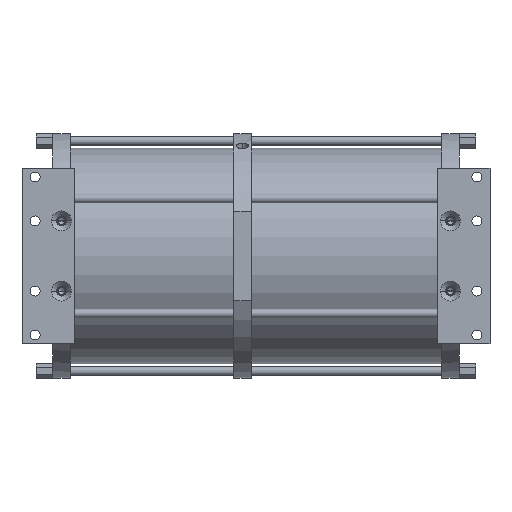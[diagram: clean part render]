
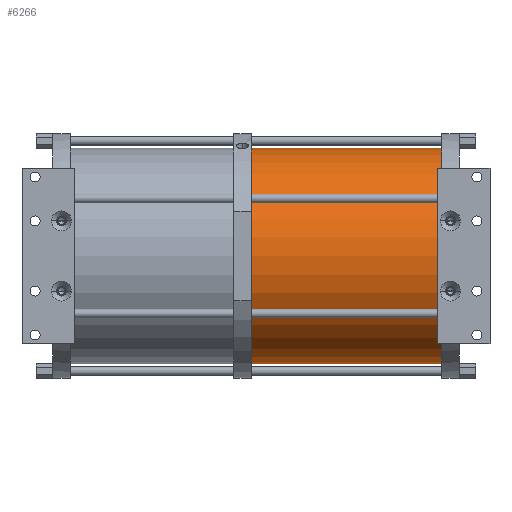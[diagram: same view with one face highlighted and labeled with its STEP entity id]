
A CAD part, front view. The second image highlights one B-rep face of the part: STEP entity #6266.
In plain terms, the highlighted cylindrical face has radius 77.889 mm (diameter 155.778 mm), a partial arc.
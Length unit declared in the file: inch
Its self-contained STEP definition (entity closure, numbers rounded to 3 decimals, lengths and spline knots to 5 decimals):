
#463=CARTESIAN_POINT('',(5.293,3.5,0.));
#464=DIRECTION('',(-1.,0.,0.));
#465=DIRECTION('',(0.,0.,-1.));
#466=AXIS2_PLACEMENT_3D('',#463,#464,#465);
#1137=CARTESIAN_POINT('',(-0.133,3.5,0.));
#1138=DIRECTION('',(-1.,0.,0.));
#1139=DIRECTION('',(0.,0.,-1.));
#1140=AXIS2_PLACEMENT_3D('',#1137,#1138,#1139);
#2143=DIRECTION('',(-1.,0.,0.));
#2144=VECTOR('',#2143,5.426);
#2145=CARTESIAN_POINT('',(5.293,3.5,3.0665));
#2146=LINE('',#2145,#2144);
#2151=DIRECTION('',(-1.,0.,0.));
#2152=VECTOR('',#2151,5.426);
#2153=CARTESIAN_POINT('',(5.293,3.5,-3.0665));
#2154=LINE('',#2153,#2152);
#2963=CARTESIAN_POINT('',(5.293,3.5,3.0665));
#2964=CARTESIAN_POINT('',(-0.133,3.5,3.0665));
#2965=VERTEX_POINT('',#2963);
#2966=VERTEX_POINT('',#2964);
#2971=CARTESIAN_POINT('',(5.293,3.5,-3.0665));
#2972=CARTESIAN_POINT('',(-0.133,3.5,-3.0665));
#2973=VERTEX_POINT('',#2971);
#2974=VERTEX_POINT('',#2972);
#6255=CARTESIAN_POINT('',(5.293,3.5,0.));
#6256=DIRECTION('',(-1.,0.,0.));
#6257=DIRECTION('',(0.,0.,1.));
#6258=AXIS2_PLACEMENT_3D('',#6255,#6256,#6257);
#6259=CYLINDRICAL_SURFACE('',#6258,3.0665);
#6260=ORIENTED_EDGE('',*,*,#6232,.F.);
#6261=ORIENTED_EDGE('',*,*,#3763,.F.);
#6262=ORIENTED_EDGE('',*,*,#6235,.T.);
#6263=ORIENTED_EDGE('',*,*,#4796,.T.);
#6264=EDGE_LOOP('',(#6260,#6261,#6262,#6263));
#6265=FACE_OUTER_BOUND('',#6264,.F.);
#6266=ADVANCED_FACE('',(#6265),#6259,.T.);
#467=CIRCLE('',#466,3.0665);
#1141=CIRCLE('',#1140,3.0665);
#3763=EDGE_CURVE('',#2973,#2965,#467,.T.);
#4796=EDGE_CURVE('',#2974,#2966,#1141,.T.);
#6232=EDGE_CURVE('',#2965,#2966,#2146,.T.);
#6235=EDGE_CURVE('',#2973,#2974,#2154,.T.);
